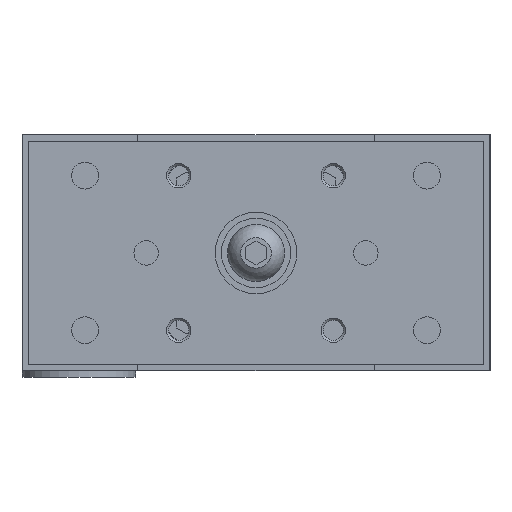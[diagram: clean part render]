
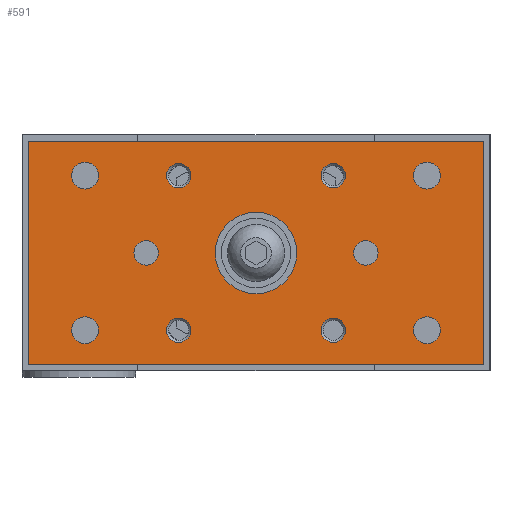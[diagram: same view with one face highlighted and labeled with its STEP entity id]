
A CAD part, left-side view. The second image highlights one B-rep face of the part: STEP entity #591.
In plain terms, the highlighted planar face has unit normal (-1, 0, 0).
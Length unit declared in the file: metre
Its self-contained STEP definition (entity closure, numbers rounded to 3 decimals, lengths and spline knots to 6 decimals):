
#591 = ADVANCED_FACE( '', ( #1506, #1507, #1508, #1509, #1510, #1511, #1512, #1513, #1514, #1515, #1516, #1517 ), #1518, .F. );
#1506 = FACE_BOUND( '', #2894, .T. );
#1507 = FACE_BOUND( '', #2895, .T. );
#1508 = FACE_BOUND( '', #2896, .T. );
#1509 = FACE_BOUND( '', #2897, .T. );
#1510 = FACE_BOUND( '', #2898, .T. );
#1511 = FACE_BOUND( '', #2899, .T. );
#1512 = FACE_BOUND( '', #2900, .T. );
#1513 = FACE_BOUND( '', #2901, .T. );
#1514 = FACE_BOUND( '', #2902, .T. );
#1515 = FACE_BOUND( '', #2903, .T. );
#1516 = FACE_BOUND( '', #2904, .T. );
#1517 = FACE_OUTER_BOUND( '', #2905, .T. );
#1518 = PLANE( '', #2906 );
#2894 = EDGE_LOOP( '', ( #4615 ) );
#2895 = EDGE_LOOP( '', ( #4616 ) );
#2896 = EDGE_LOOP( '', ( #4617 ) );
#2897 = EDGE_LOOP( '', ( #4618 ) );
#2898 = EDGE_LOOP( '', ( #4619 ) );
#2899 = EDGE_LOOP( '', ( #4620 ) );
#2900 = EDGE_LOOP( '', ( #4621 ) );
#2901 = EDGE_LOOP( '', ( #4622 ) );
#2902 = EDGE_LOOP( '', ( #4623 ) );
#2903 = EDGE_LOOP( '', ( #4624 ) );
#2904 = EDGE_LOOP( '', ( #4625 ) );
#2905 = EDGE_LOOP( '', ( #4626, #4627, #4628, #4629 ) );
#2906 = AXIS2_PLACEMENT_3D( '', #4630, #4631, #4632 );
#4615 = ORIENTED_EDGE( '', *, *, #6697, .T. );
#4616 = ORIENTED_EDGE( '', *, *, #6933, .T. );
#4617 = ORIENTED_EDGE( '', *, *, #6934, .F. );
#4618 = ORIENTED_EDGE( '', *, *, #6649, .F. );
#4619 = ORIENTED_EDGE( '', *, *, #6935, .T. );
#4620 = ORIENTED_EDGE( '', *, *, #6936, .F. );
#4621 = ORIENTED_EDGE( '', *, *, #6664, .T. );
#4622 = ORIENTED_EDGE( '', *, *, #6739, .T. );
#4623 = ORIENTED_EDGE( '', *, *, #6937, .F. );
#4624 = ORIENTED_EDGE( '', *, *, #6938, .F. );
#4625 = ORIENTED_EDGE( '', *, *, #6772, .T. );
#4626 = ORIENTED_EDGE( '', *, *, #6939, .T. );
#4627 = ORIENTED_EDGE( '', *, *, #6940, .T. );
#4628 = ORIENTED_EDGE( '', *, *, #6941, .T. );
#4629 = ORIENTED_EDGE( '', *, *, #6942, .T. );
#4630 = CARTESIAN_POINT( '', ( -0.022, -0.056, -0.0565 ) );
#4631 = DIRECTION( '', ( 1., 0., 0. ) );
#4632 = DIRECTION( '', ( 0., 1., 0. ) );
#6649 = EDGE_CURVE( '', #7690, #7690, #7691, .T. );
#6664 = EDGE_CURVE( '', #7716, #7716, #7717, .T. );
#6697 = EDGE_CURVE( '', #7768, #7768, #7769, .T. );
#6739 = EDGE_CURVE( '', #7841, #7841, #7842, .T. );
#6772 = EDGE_CURVE( '', #7898, #7898, #7899, .T. );
#6933 = EDGE_CURVE( '', #8152, #8152, #8153, .T. );
#6934 = EDGE_CURVE( '', #8154, #8154, #8155, .T. );
#6935 = EDGE_CURVE( '', #8156, #8156, #8157, .T. );
#6936 = EDGE_CURVE( '', #8158, #8158, #8159, .T. );
#6937 = EDGE_CURVE( '', #8160, #8160, #8161, .T. );
#6938 = EDGE_CURVE( '', #8162, #8162, #8163, .T. );
#6939 = EDGE_CURVE( '', #8164, #8165, #8166, .T. );
#6940 = EDGE_CURVE( '', #8165, #8167, #8168, .T. );
#6941 = EDGE_CURVE( '', #8167, #8169, #8170, .T. );
#6942 = EDGE_CURVE( '', #8169, #8164, #8171, .T. );
#7690 = VERTEX_POINT( '', #9456 );
#7691 = CIRCLE( '', #9457, 0.003 );
#7716 = VERTEX_POINT( '', #9487 );
#7717 = CIRCLE( '', #9488, 0.003 );
#7768 = VERTEX_POINT( '', #9550 );
#7769 = CIRCLE( '', #9551, 0.01 );
#7841 = VERTEX_POINT( '', #9657 );
#7842 = CIRCLE( '', #9658, 0.0033 );
#7898 = VERTEX_POINT( '', #9762 );
#7899 = CIRCLE( '', #9763, 0.0033 );
#8152 = VERTEX_POINT( '', #10175 );
#8153 = CIRCLE( '', #10176, 0.003 );
#8154 = VERTEX_POINT( '', #10177 );
#8155 = CIRCLE( '', #10178, 0.003 );
#8156 = VERTEX_POINT( '', #10179 );
#8157 = CIRCLE( '', #10180, 0.003 );
#8158 = VERTEX_POINT( '', #10181 );
#8159 = CIRCLE( '', #10182, 0.003 );
#8160 = VERTEX_POINT( '', #10183 );
#8161 = CIRCLE( '', #10184, 0.0033 );
#8162 = VERTEX_POINT( '', #10185 );
#8163 = CIRCLE( '', #10186, 0.0033 );
#8164 = VERTEX_POINT( '', #10187 );
#8165 = VERTEX_POINT( '', #10188 );
#8166 = LINE( '', #10189, #10190 );
#8167 = VERTEX_POINT( '', #10191 );
#8168 = LINE( '', #10192, #10193 );
#8169 = VERTEX_POINT( '', #10194 );
#8170 = LINE( '', #10195, #10196 );
#8171 = LINE( '', #10197, #10198 );
#9456 = CARTESIAN_POINT( '', ( -0.022, -0.019, -0.013 ) );
#9457 = AXIS2_PLACEMENT_3D( '', #11340, #11341, #11342 );
#9487 = CARTESIAN_POINT( '', ( -0.022, 0.027, -0.032 ) );
#9488 = AXIS2_PLACEMENT_3D( '', #11366, #11367, #11368 );
#9550 = CARTESIAN_POINT( '', ( -0.022, 0., -0.039 ) );
#9551 = AXIS2_PLACEMENT_3D( '', #11413, #11414, #11415 );
#9657 = CARTESIAN_POINT( '', ( -0.022, -0.042, -0.0513 ) );
#9658 = AXIS2_PLACEMENT_3D( '', #11463, #11464, #11465 );
#9762 = CARTESIAN_POINT( '', ( -0.022, 0.042, -0.0067 ) );
#9763 = AXIS2_PLACEMENT_3D( '', #11505, #11506, #11507 );
#10175 = CARTESIAN_POINT( '', ( -0.022, -0.019, -0.045 ) );
#10176 = AXIS2_PLACEMENT_3D( '', #11722, #11723, #11724 );
#10177 = CARTESIAN_POINT( '', ( -0.022, 0.019, -0.045 ) );
#10178 = AXIS2_PLACEMENT_3D( '', #11725, #11726, #11727 );
#10179 = CARTESIAN_POINT( '', ( -0.022, 0.019, -0.013 ) );
#10180 = AXIS2_PLACEMENT_3D( '', #11728, #11729, #11730 );
#10181 = CARTESIAN_POINT( '', ( -0.022, -0.027, -0.032 ) );
#10182 = AXIS2_PLACEMENT_3D( '', #11731, #11732, #11733 );
#10183 = CARTESIAN_POINT( '', ( -0.022, 0.042, -0.0513 ) );
#10184 = AXIS2_PLACEMENT_3D( '', #11734, #11735, #11736 );
#10185 = CARTESIAN_POINT( '', ( -0.022, -0.042, -0.0067 ) );
#10186 = AXIS2_PLACEMENT_3D( '', #11737, #11738, #11739 );
#10187 = CARTESIAN_POINT( '', ( -0.022, -0.056, -0.0565 ) );
#10188 = CARTESIAN_POINT( '', ( -0.022, -0.056, -0.0015 ) );
#10189 = CARTESIAN_POINT( '', ( -0.022, -0.056, -0.0565 ) );
#10190 = VECTOR( '', #11740, 1. );
#10191 = CARTESIAN_POINT( '', ( -0.022, 0.056, -0.0015 ) );
#10192 = CARTESIAN_POINT( '', ( -0.022, -0.056, -0.0015 ) );
#10193 = VECTOR( '', #11741, 1. );
#10194 = CARTESIAN_POINT( '', ( -0.022, 0.056, -0.0565 ) );
#10195 = CARTESIAN_POINT( '', ( -0.022, 0.056, -0.0015 ) );
#10196 = VECTOR( '', #11742, 1. );
#10197 = CARTESIAN_POINT( '', ( -0.022, 0.056, -0.0565 ) );
#10198 = VECTOR( '', #11743, 1. );
#11340 = CARTESIAN_POINT( '', ( -0.022, -0.019, -0.01 ) );
#11341 = DIRECTION( '', ( -1., 0., 0. ) );
#11342 = DIRECTION( '', ( 0., 0., -1. ) );
#11366 = CARTESIAN_POINT( '', ( -0.022, 0.027, -0.029 ) );
#11367 = DIRECTION( '', ( 1., 0., 0. ) );
#11368 = DIRECTION( '', ( 0., 0., -1. ) );
#11413 = CARTESIAN_POINT( '', ( -0.022, 0., -0.029 ) );
#11414 = DIRECTION( '', ( 1., 0., 0. ) );
#11415 = DIRECTION( '', ( 0., 0., -1. ) );
#11463 = CARTESIAN_POINT( '', ( -0.022, -0.042, -0.048 ) );
#11464 = DIRECTION( '', ( 1., 0., 0. ) );
#11465 = DIRECTION( '', ( 0., 0., -1. ) );
#11505 = CARTESIAN_POINT( '', ( -0.022, 0.042, -0.01 ) );
#11506 = DIRECTION( '', ( 1., 0., 0. ) );
#11507 = DIRECTION( '', ( 0., 0., 1. ) );
#11722 = CARTESIAN_POINT( '', ( -0.022, -0.019, -0.048 ) );
#11723 = DIRECTION( '', ( 1., 0., 0. ) );
#11724 = DIRECTION( '', ( 0., 0., 1. ) );
#11725 = CARTESIAN_POINT( '', ( -0.022, 0.019, -0.048 ) );
#11726 = DIRECTION( '', ( -1., 0., 0. ) );
#11727 = DIRECTION( '', ( 0., 0., 1. ) );
#11728 = CARTESIAN_POINT( '', ( -0.022, 0.019, -0.01 ) );
#11729 = DIRECTION( '', ( 1., 0., 0. ) );
#11730 = DIRECTION( '', ( 0., 0., -1. ) );
#11731 = CARTESIAN_POINT( '', ( -0.022, -0.027, -0.029 ) );
#11732 = DIRECTION( '', ( -1., 0., 0. ) );
#11733 = DIRECTION( '', ( 0., 0., -1. ) );
#11734 = CARTESIAN_POINT( '', ( -0.022, 0.042, -0.048 ) );
#11735 = DIRECTION( '', ( -1., 0., 0. ) );
#11736 = DIRECTION( '', ( 0., 0., -1. ) );
#11737 = CARTESIAN_POINT( '', ( -0.022, -0.042, -0.01 ) );
#11738 = DIRECTION( '', ( -1., 0., 0. ) );
#11739 = DIRECTION( '', ( 0., 0., 1. ) );
#11740 = DIRECTION( '', ( 0., 0., 1. ) );
#11741 = DIRECTION( '', ( 0., 1., 0. ) );
#11742 = DIRECTION( '', ( 0., 0., -1. ) );
#11743 = DIRECTION( '', ( 0., -1., 0. ) );
